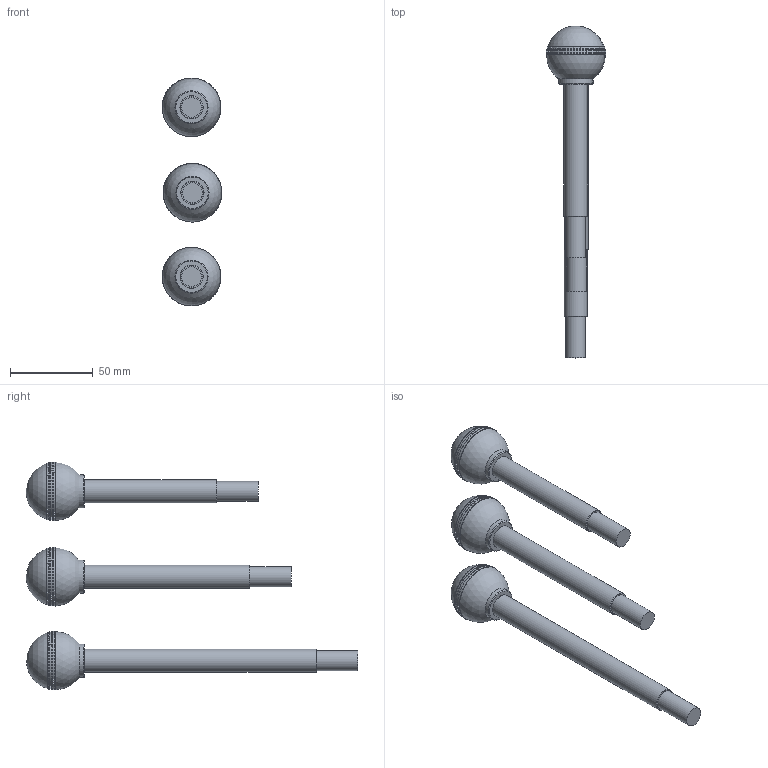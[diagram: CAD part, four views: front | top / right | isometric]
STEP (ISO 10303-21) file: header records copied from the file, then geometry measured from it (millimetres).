
FILE_DESCRIPTION(/* description */ (''),/* implementation_level */ '2;1');
FILE_NAME(/* name */ 'DR_BLG12_M.stp',/* time_stamp */ '2023-05-17T11:49:37+09:00',/* author */ ('user'),/* organization */ (''),/* preprocessor_version */ 'ST-DEVELOPER v15.6',/* originating_system */ 'Autodesk Inventor 2015',/* authorisation */ '');
FILE_SCHEMA (('AUTOMOTIVE_DESIGN { 1 0 10303 214 3 1 1 }'));
Length unit declared in the file: millimetre
Products named in the file (8): BALL_D35; SPT12-80; BLG12-35-80; SPT12-100; BLG12-35-100; SPT12-140; BLG12-35-140; DR_BLG12_M
Bounding box: 35.95 x 200.19 x 137.55 mm (x, y, z)
Volume: 122512.5 mm3; surface area: 34805.1 mm2
Topology: 6 solids, 6 shells, 945 faces, 2241 edges, 1491 vertices
Faces by surface type: plane 738, sphere 183, cylinder 15, cone 6, torus 3
Full cylindrical faces by diameter (mm): 12 x9, 13.94 x3, 20 x3
Entity records: 10127 total; most frequent: DIRECTION 1958, CARTESIAN_POINT 1608, ORIENTED_EDGE 1498, AXIS2_PLACEMENT_3D 859, EDGE_CURVE 749, CIRCLE 509, VERTEX_POINT 509, EDGE_LOOP 418
